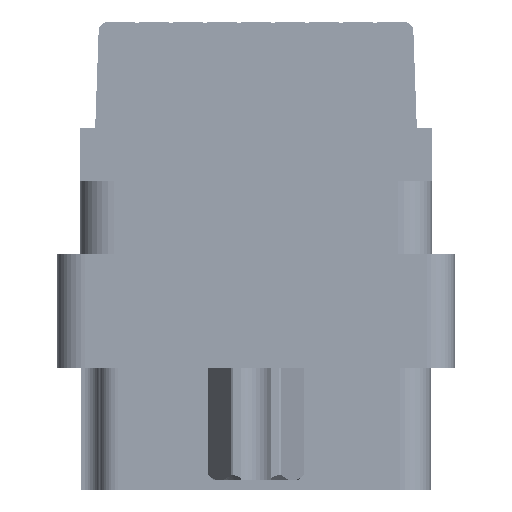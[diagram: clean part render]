
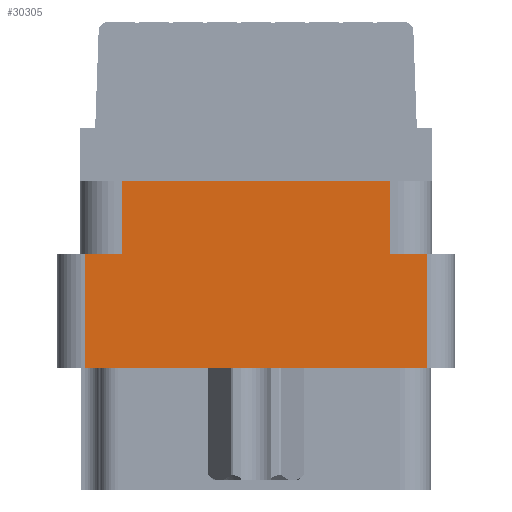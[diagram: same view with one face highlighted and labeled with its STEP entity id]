
A CAD part, left-side view. The second image highlights one B-rep face of the part: STEP entity #30305.
In plain terms, the highlighted planar face has unit normal (-1, 0, 0).
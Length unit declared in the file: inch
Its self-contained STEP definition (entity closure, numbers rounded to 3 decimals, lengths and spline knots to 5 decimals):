
#778 = VERTEX_POINT ( 'NONE', #15314 ) ;
#4562 = DIRECTION ( 'NONE',  ( 0., -1., 0. ) ) ;
#4964 = EDGE_CURVE ( 'NONE', #19349, #778, #36425, .T. ) ;
#5565 = VECTOR ( 'NONE', #4562, 39.37008 ) ;
#5773 = LINE ( 'NONE', #37630, #33681 ) ;
#6658 = CARTESIAN_POINT ( 'NONE',  ( -1.296, 0., -0.277 ) ) ;
#7306 = VERTEX_POINT ( 'NONE', #51415 ) ;
#8221 = EDGE_CURVE ( 'NONE', #7306, #778, #13153, .T. ) ;
#8234 = ORIENTED_EDGE ( 'NONE', *, *, #12911, .T. ) ;
#10707 = AXIS2_PLACEMENT_3D ( 'NONE', #54067, #21317, #48935 ) ;
#11550 = ORIENTED_EDGE ( 'NONE', *, *, #4964, .F. ) ;
#12401 = DIRECTION ( 'NONE',  ( 0., 1., 0. ) ) ;
#12911 = EDGE_CURVE ( 'NONE', #25327, #35998, #44593, .T. ) ;
#13153 = LINE ( 'NONE', #54721, #19289 ) ;
#13818 = CARTESIAN_POINT ( 'NONE',  ( -1.296, 0.296, -0.277 ) ) ;
#15314 = CARTESIAN_POINT ( 'NONE',  ( -1.296, -0.296, -0.117 ) ) ;
#16453 = PLANE ( 'NONE',  #10707 ) ;
#16863 = CARTESIAN_POINT ( 'NONE',  ( -1.296, 0.296, -0.117 ) ) ;
#17394 = CARTESIAN_POINT ( 'NONE',  ( -1.296, 0.296, -0.277 ) ) ;
#17943 = ORIENTED_EDGE ( 'NONE', *, *, #44610, .F. ) ;
#18211 = CARTESIAN_POINT ( 'NONE',  ( -1.296, 0.438, -0.117 ) ) ;
#19289 = VECTOR ( 'NONE', #31666, 39.37008 ) ;
#19349 = VERTEX_POINT ( 'NONE', #16863 ) ;
#19486 = VERTEX_POINT ( 'NONE', #13818 ) ;
#20103 = CARTESIAN_POINT ( 'NONE',  ( -1.296, -0.376, -0.277 ) ) ;
#20396 = CARTESIAN_POINT ( 'NONE',  ( -1.296, 0.376, -0.277 ) ) ;
#21317 = DIRECTION ( 'NONE',  ( -1., 0., 0. ) ) ;
#22054 = EDGE_CURVE ( 'NONE', #19486, #19349, #40137, .T. ) ;
#24585 = ORIENTED_EDGE ( 'NONE', *, *, #38150, .T. ) ;
#25327 = VERTEX_POINT ( 'NONE', #58068 ) ;
#25329 = EDGE_LOOP ( 'NONE', ( #39572, #24585, #33600, #8234, #17943, #28352, #11550, #50381 ) ) ;
#26502 = DIRECTION ( 'NONE',  ( 0., 0., 1. ) ) ;
#28352 = ORIENTED_EDGE ( 'NONE', *, *, #8221, .T. ) ;
#29421 = LINE ( 'NONE', #6658, #46685 ) ;
#30305 = ADVANCED_FACE ( 'NONE', ( #52872 ), #16453, .T. ) ;
#31666 = DIRECTION ( 'NONE',  ( 0., 0., 1. ) ) ;
#33569 = EDGE_CURVE ( 'NONE', #45664, #19486, #45014, .T. ) ;
#33600 = ORIENTED_EDGE ( 'NONE', *, *, #38433, .F. ) ;
#33681 = VECTOR ( 'NONE', #52166, 39.37008 ) ;
#35998 = VERTEX_POINT ( 'NONE', #20103 ) ;
#36386 = LINE ( 'NONE', #44862, #45394 ) ;
#36425 = LINE ( 'NONE', #18211, #5565 ) ;
#36975 = VECTOR ( 'NONE', #26502, 39.37008 ) ;
#37455 = CARTESIAN_POINT ( 'NONE',  ( -1.296, 0.376, -0.529 ) ) ;
#37630 = CARTESIAN_POINT ( 'NONE',  ( -1.296, 0.376, -0.798 ) ) ;
#38150 = EDGE_CURVE ( 'NONE', #45664, #55814, #5773, .T. ) ;
#38433 = EDGE_CURVE ( 'NONE', #25327, #55814, #36386, .T. ) ;
#39141 = CARTESIAN_POINT ( 'NONE',  ( -1.296, -0.376, -0.798 ) ) ;
#39572 = ORIENTED_EDGE ( 'NONE', *, *, #33569, .F. ) ;
#40137 = LINE ( 'NONE', #17394, #36975 ) ;
#44593 = LINE ( 'NONE', #39141, #46676 ) ;
#44610 = EDGE_CURVE ( 'NONE', #7306, #35998, #29421, .T. ) ;
#44862 = CARTESIAN_POINT ( 'NONE',  ( -1.296, 0., -0.529 ) ) ;
#45014 = LINE ( 'NONE', #58965, #53616 ) ;
#45394 = VECTOR ( 'NONE', #12401, 39.37008 ) ;
#45664 = VERTEX_POINT ( 'NONE', #20396 ) ;
#46676 = VECTOR ( 'NONE', #57657, 39.37008 ) ;
#46685 = VECTOR ( 'NONE', #58209, 39.37008 ) ;
#48935 = DIRECTION ( 'NONE',  ( 0., 0., 1. ) ) ;
#50381 = ORIENTED_EDGE ( 'NONE', *, *, #22054, .F. ) ;
#51415 = CARTESIAN_POINT ( 'NONE',  ( -1.296, -0.296, -0.277 ) ) ;
#52166 = DIRECTION ( 'NONE',  ( 0., 0., -1. ) ) ;
#52872 = FACE_OUTER_BOUND ( 'NONE', #25329, .T. ) ;
#53616 = VECTOR ( 'NONE', #56127, 39.37008 ) ;
#54067 = CARTESIAN_POINT ( 'NONE',  ( -1.296, -0.438, -0.798 ) ) ;
#54721 = CARTESIAN_POINT ( 'NONE',  ( -1.296, -0.296, -0.277 ) ) ;
#55814 = VERTEX_POINT ( 'NONE', #37455 ) ;
#56127 = DIRECTION ( 'NONE',  ( 0., -1., 0. ) ) ;
#57657 = DIRECTION ( 'NONE',  ( 0., 0., 1. ) ) ;
#58068 = CARTESIAN_POINT ( 'NONE',  ( -1.296, -0.376, -0.529 ) ) ;
#58209 = DIRECTION ( 'NONE',  ( 0., -1., 0. ) ) ;
#58965 = CARTESIAN_POINT ( 'NONE',  ( -1.296, 0., -0.277 ) ) ;
